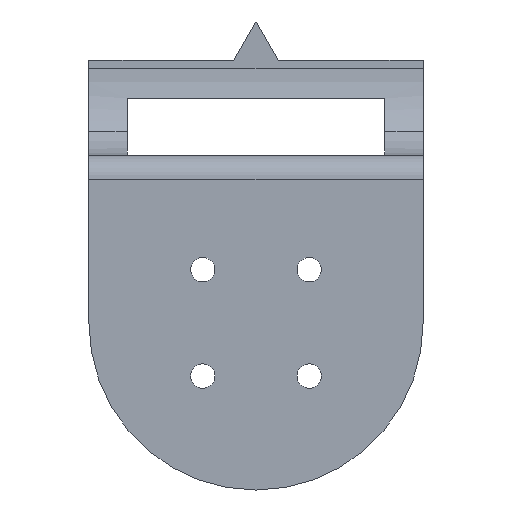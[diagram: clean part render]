
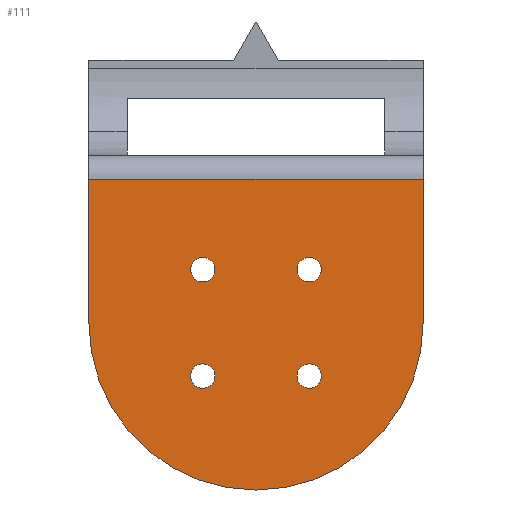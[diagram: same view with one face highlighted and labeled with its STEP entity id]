
A CAD part, front view. The second image highlights one B-rep face of the part: STEP entity #111.
In plain terms, the highlighted planar face has unit normal (0, -1, 0).
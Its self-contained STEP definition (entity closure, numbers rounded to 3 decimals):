
#4 = AXIS2_PLACEMENT_3D ( 'NONE', #1427, #638, #423 ) ;
#50 = CARTESIAN_POINT ( 'NONE',  ( -11.137, 0., -8.587 ) ) ;
#67 = DIRECTION ( 'NONE',  ( 0., -1., 0. ) ) ;
#71 = VERTEX_POINT ( 'NONE', #50 ) ;
#100 = EDGE_CURVE ( 'NONE', #1332, #71, #773, .T. ) ;
#102 = DIRECTION ( 'NONE',  ( 0., -1., 0. ) ) ;
#111 = ADVANCED_FACE ( 'NONE', ( #412, #300, #1407, #1177, #743 ), #1189, .T. ) ;
#123 = CARTESIAN_POINT ( 'NONE',  ( -11.137, 0., -13.687 ) ) ;
#126 = DIRECTION ( 'NONE',  ( 0., 0., 1. ) ) ;
#133 = ORIENTED_EDGE ( 'NONE', *, *, #1405, .F. ) ;
#138 = AXIS2_PLACEMENT_3D ( 'NONE', #1425, #198, #633 ) ;
#156 = EDGE_CURVE ( 'NONE', #491, #1232, #752, .T. ) ;
#158 = DIRECTION ( 'NONE',  ( 0., 0., -1. ) ) ;
#162 = EDGE_CURVE ( 'NONE', #749, #273, #704, .T. ) ;
#164 = CARTESIAN_POINT ( 'NONE',  ( 35., 0., 30.033 ) ) ;
#171 = EDGE_LOOP ( 'NONE', ( #596, #805, #133, #1088 ) ) ;
#198 = DIRECTION ( 'NONE',  ( 0., -1., 0. ) ) ;
#255 = ORIENTED_EDGE ( 'NONE', *, *, #1158, .F. ) ;
#263 = VERTEX_POINT ( 'NONE', #951 ) ;
#273 = VERTEX_POINT ( 'NONE', #964 ) ;
#289 = CIRCLE ( 'NONE', #1106, 2.55 ) ;
#297 = ORIENTED_EDGE ( 'NONE', *, *, #947, .F. ) ;
#300 = FACE_BOUND ( 'NONE', #369, .T. ) ;
#301 = ORIENTED_EDGE ( 'NONE', *, *, #981, .F. ) ;
#307 = AXIS2_PLACEMENT_3D ( 'NONE', #722, #1418, #508 ) ;
#312 = CIRCLE ( 'NONE', #610, 2.55 ) ;
#337 = EDGE_CURVE ( 'NONE', #1232, #491, #289, .T. ) ;
#369 = EDGE_LOOP ( 'NONE', ( #297, #301 ) ) ;
#391 = DIRECTION ( 'NONE',  ( 0., -1., 0. ) ) ;
#395 = VERTEX_POINT ( 'NONE', #482 ) ;
#412 = FACE_BOUND ( 'NONE', #868, .T. ) ;
#423 = DIRECTION ( 'NONE',  ( 0., 0., -1. ) ) ;
#426 = CIRCLE ( 'NONE', #1240, 2.55 ) ;
#435 = LINE ( 'NONE', #874, #966 ) ;
#461 = CARTESIAN_POINT ( 'NONE',  ( 11.137, 0., -8.587 ) ) ;
#482 = CARTESIAN_POINT ( 'NONE',  ( -11.137, 0., 13.687 ) ) ;
#491 = VERTEX_POINT ( 'NONE', #1153 ) ;
#508 = DIRECTION ( 'NONE',  ( 0., 0., -1. ) ) ;
#509 = VERTEX_POINT ( 'NONE', #164 ) ;
#546 = AXIS2_PLACEMENT_3D ( 'NONE', #937, #1162, #158 ) ;
#596 = ORIENTED_EDGE ( 'NONE', *, *, #895, .T. ) ;
#604 = CARTESIAN_POINT ( 'NONE',  ( 11.137, 0., -11.137 ) ) ;
#610 = AXIS2_PLACEMENT_3D ( 'NONE', #1328, #1440, #1336 ) ;
#614 = ORIENTED_EDGE ( 'NONE', *, *, #100, .F. ) ;
#620 = CARTESIAN_POINT ( 'NONE',  ( -11.137, 0., 11.137 ) ) ;
#633 = DIRECTION ( 'NONE',  ( 0., 0., -1. ) ) ;
#638 = DIRECTION ( 'NONE',  ( 0., -1., 0. ) ) ;
#640 = DIRECTION ( 'NONE',  ( -1., 0., 0. ) ) ;
#653 = CIRCLE ( 'NONE', #4, 35. ) ;
#654 = AXIS2_PLACEMENT_3D ( 'NONE', #604, #391, #831 ) ;
#664 = CARTESIAN_POINT ( 'NONE',  ( 35., 0., -35. ) ) ;
#704 = CIRCLE ( 'NONE', #654, 2.55 ) ;
#721 = EDGE_LOOP ( 'NONE', ( #1277, #986 ) ) ;
#722 = CARTESIAN_POINT ( 'NONE',  ( -11.137, 0., 11.137 ) ) ;
#734 = DIRECTION ( 'NONE',  ( 0., 0., -1. ) ) ;
#739 = CARTESIAN_POINT ( 'NONE',  ( -11.137, 0., -11.137 ) ) ;
#743 = FACE_OUTER_BOUND ( 'NONE', #171, .T. ) ;
#749 = VERTEX_POINT ( 'NONE', #461 ) ;
#752 = CIRCLE ( 'NONE', #546, 2.55 ) ;
#757 = LINE ( 'NONE', #1298, #847 ) ;
#773 = CIRCLE ( 'NONE', #1103, 2.55 ) ;
#774 = DIRECTION ( 'NONE',  ( 0., 0., -1. ) ) ;
#779 = CARTESIAN_POINT ( 'NONE',  ( -11.137, 0., 8.587 ) ) ;
#803 = CARTESIAN_POINT ( 'NONE',  ( 35., 0., 0. ) ) ;
#805 = ORIENTED_EDGE ( 'NONE', *, *, #1167, .T. ) ;
#816 = CARTESIAN_POINT ( 'NONE',  ( -35., 0., 30.033 ) ) ;
#824 = DIRECTION ( 'NONE',  ( 0., 0., -1. ) ) ;
#831 = DIRECTION ( 'NONE',  ( 0., 0., -1. ) ) ;
#839 = DIRECTION ( 'NONE',  ( 0., -1., 0. ) ) ;
#847 = VECTOR ( 'NONE', #1205, 1000. ) ;
#850 = DIRECTION ( 'NONE',  ( 0., 0., -1. ) ) ;
#851 = VERTEX_POINT ( 'NONE', #803 ) ;
#865 = ORIENTED_EDGE ( 'NONE', *, *, #162, .F. ) ;
#868 = EDGE_LOOP ( 'NONE', ( #255, #614 ) ) ;
#874 = CARTESIAN_POINT ( 'NONE',  ( -35., 0., 30.033 ) ) ;
#888 = VERTEX_POINT ( 'NONE', #816 ) ;
#895 = EDGE_CURVE ( 'NONE', #851, #509, #1131, .T. ) ;
#937 = CARTESIAN_POINT ( 'NONE',  ( 11.137, 0., 11.137 ) ) ;
#947 = EDGE_CURVE ( 'NONE', #395, #1346, #1315, .T. ) ;
#951 = CARTESIAN_POINT ( 'NONE',  ( -35., 0., 0. ) ) ;
#964 = CARTESIAN_POINT ( 'NONE',  ( 11.137, 0., -13.687 ) ) ;
#966 = VECTOR ( 'NONE', #640, 1000. ) ;
#981 = EDGE_CURVE ( 'NONE', #1346, #395, #426, .T. ) ;
#986 = ORIENTED_EDGE ( 'NONE', *, *, #156, .F. ) ;
#1025 = CIRCLE ( 'NONE', #138, 2.55 ) ;
#1088 = ORIENTED_EDGE ( 'NONE', *, *, #1414, .T. ) ;
#1103 = AXIS2_PLACEMENT_3D ( 'NONE', #739, #1304, #850 ) ;
#1106 = AXIS2_PLACEMENT_3D ( 'NONE', #1229, #102, #774 ) ;
#1131 = LINE ( 'NONE', #664, #1360 ) ;
#1153 = CARTESIAN_POINT ( 'NONE',  ( 11.137, 0., 8.587 ) ) ;
#1158 = EDGE_CURVE ( 'NONE', #71, #1332, #1025, .T. ) ;
#1162 = DIRECTION ( 'NONE',  ( 0., -1., 0. ) ) ;
#1167 = EDGE_CURVE ( 'NONE', #509, #888, #435, .T. ) ;
#1177 = FACE_BOUND ( 'NONE', #1435, .T. ) ;
#1189 = PLANE ( 'NONE',  #1364 ) ;
#1203 = EDGE_CURVE ( 'NONE', #273, #749, #312, .T. ) ;
#1205 = DIRECTION ( 'NONE',  ( 0., 0., 1. ) ) ;
#1213 = CARTESIAN_POINT ( 'NONE',  ( 11.137, 0., 13.687 ) ) ;
#1229 = CARTESIAN_POINT ( 'NONE',  ( 11.137, 0., 11.137 ) ) ;
#1232 = VERTEX_POINT ( 'NONE', #1213 ) ;
#1240 = AXIS2_PLACEMENT_3D ( 'NONE', #620, #67, #734 ) ;
#1277 = ORIENTED_EDGE ( 'NONE', *, *, #337, .F. ) ;
#1298 = CARTESIAN_POINT ( 'NONE',  ( -35., 0., -35. ) ) ;
#1304 = DIRECTION ( 'NONE',  ( 0., -1., 0. ) ) ;
#1315 = CIRCLE ( 'NONE', #307, 2.55 ) ;
#1328 = CARTESIAN_POINT ( 'NONE',  ( 11.137, 0., -11.137 ) ) ;
#1332 = VERTEX_POINT ( 'NONE', #123 ) ;
#1336 = DIRECTION ( 'NONE',  ( 0., 0., -1. ) ) ;
#1346 = VERTEX_POINT ( 'NONE', #779 ) ;
#1360 = VECTOR ( 'NONE', #126, 1000. ) ;
#1364 = AXIS2_PLACEMENT_3D ( 'NONE', #1387, #839, #824 ) ;
#1377 = ORIENTED_EDGE ( 'NONE', *, *, #1203, .F. ) ;
#1387 = CARTESIAN_POINT ( 'NONE',  ( 0., 0., 0. ) ) ;
#1405 = EDGE_CURVE ( 'NONE', #263, #888, #757, .T. ) ;
#1407 = FACE_BOUND ( 'NONE', #721, .T. ) ;
#1414 = EDGE_CURVE ( 'NONE', #263, #851, #653, .T. ) ;
#1418 = DIRECTION ( 'NONE',  ( 0., -1., 0. ) ) ;
#1425 = CARTESIAN_POINT ( 'NONE',  ( -11.137, 0., -11.137 ) ) ;
#1427 = CARTESIAN_POINT ( 'NONE',  ( 0., 0., 0. ) ) ;
#1435 = EDGE_LOOP ( 'NONE', ( #865, #1377 ) ) ;
#1440 = DIRECTION ( 'NONE',  ( 0., -1., 0. ) ) ;
